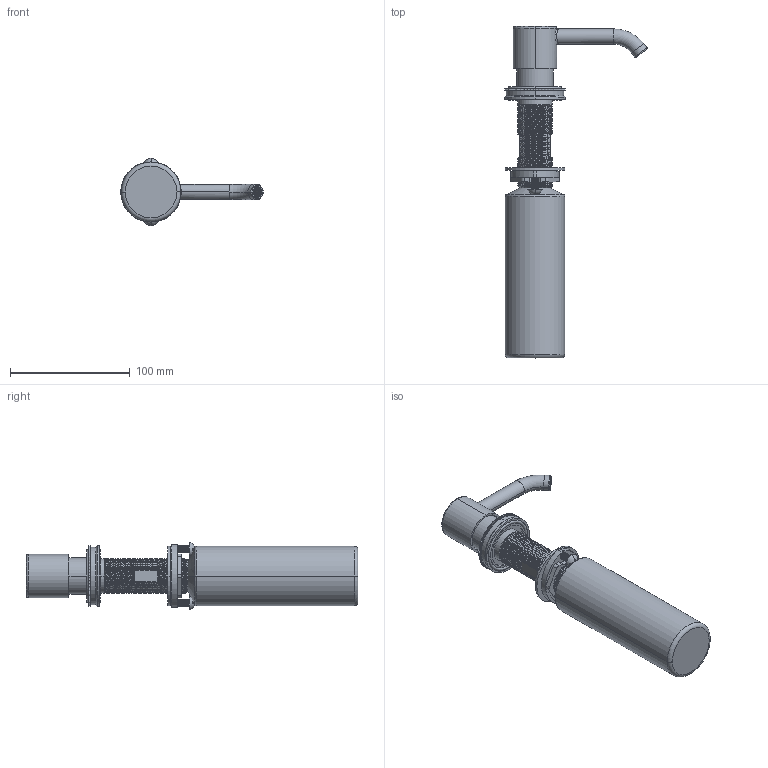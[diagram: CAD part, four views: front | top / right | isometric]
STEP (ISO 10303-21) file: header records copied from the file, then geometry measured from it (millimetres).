
FILE_DESCRIPTION((''),'2;1');
FILE_NAME('2940-5721_ASM','2025-01-23T14:57:33',('rsmith'),(''),'CREO PARAMETRIC BY PTC INC, 2023134','CREO PARAMETRIC BY PTC INC, 2023134','');
FILE_SCHEMA(('CONFIG_CONTROL_DESIGN'));
Length unit declared in the file: inch
Products named in the file (27): 13046; 91768; 91144; 20-396_ASM; 13044; 91023; 51057; 92879; 92880; 92795; 1-393_ASM; 20-391_ASM; 50930; 50110; 50798; 125-8_ASM; 125-9; 91738; 12653; 92488; 91800; 92085; 91255; 91527; 91801; 20-373_ASM; 2940-5721_ASM
Assembly tree (28 placements, depth 4):
  2940-5721_ASM
    20-396_ASM
      13046
      91768
      91144
    20-391_ASM
      13044
      91023
      51057
      1-393_ASM
        92879
        92880  x2
        92795
    125-8_ASM
      50930
      50110
      50798
    125-9
    20-373_ASM
      91738
      12653
      92488
      91800
      92085  x2
      91255
      91527
      91801
Bounding box: 118.78 x 277.27 x 56.45 mm (x, y, z)
Volume: 133941.2 mm3; surface area: 136834.3 mm2
Topology: 23 solids, 30 shells, 1807 faces, 4983 edges, 3254 vertices
Faces by surface type: plane 701, cylinder 693, bspline 244, cone 91, torus 66, sphere 12
Entity records: 120032 total; most frequent: CARTESIAN_POINT 77956, ORIENTED_EDGE 9232, DIRECTION 7886, EDGE_CURVE 4633, VERTEX_POINT 3031, AXIS2_PLACEMENT_3D 2675, VECTOR 2536, LINE 2536
